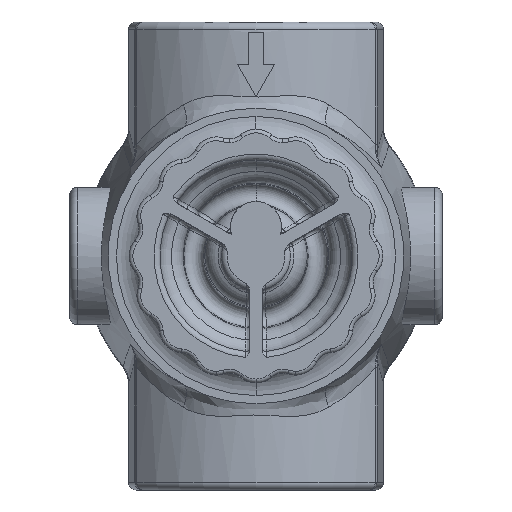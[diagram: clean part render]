
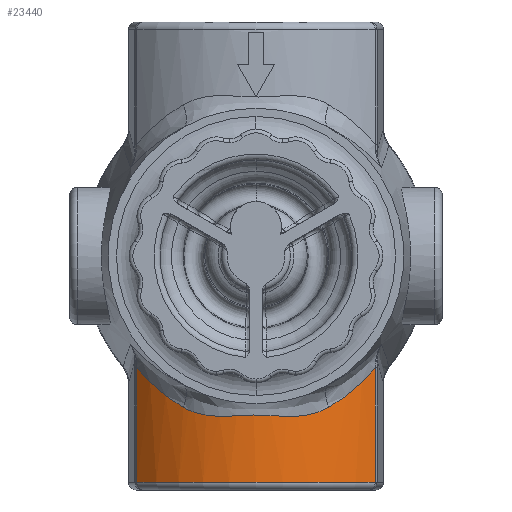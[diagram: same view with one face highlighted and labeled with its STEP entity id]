
A CAD part, front view. The second image highlights one B-rep face of the part: STEP entity #23440.
In plain terms, the highlighted cylindrical face has radius 31.623 mm (diameter 63.246 mm), a partial arc.
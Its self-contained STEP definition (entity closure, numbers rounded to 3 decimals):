
#186 = VECTOR ( 'NONE', #24615, 1000. ) ;
#189 = CARTESIAN_POINT ( 'NONE',  ( 20.971, -17.465, -25.036 ) ) ;
#315 = CARTESIAN_POINT ( 'NONE',  ( 15.332, -21.439, -29.444 ) ) ;
#440 = CARTESIAN_POINT ( 'NONE',  ( 17.927, -19.847, -27.669 ) ) ;
#685 = CARTESIAN_POINT ( 'NONE',  ( 22.342, -16.177, -23.627 ) ) ;
#701 = ORIENTED_EDGE ( 'NONE', *, *, #3561, .T. ) ;
#879 = CARTESIAN_POINT ( 'NONE',  ( -13.895, -22.189, -30.283 ) ) ;
#1005 = CARTESIAN_POINT ( 'NONE',  ( 8.09, -24.354, -31.748 ) ) ;
#1129 = CARTESIAN_POINT ( 'NONE',  ( -14.403, -21.93, -29.992 ) ) ;
#1252 = CARTESIAN_POINT ( 'NONE',  ( -23.605, -14.82, -44.831 ) ) ;
#1440 = CARTESIAN_POINT ( 'NONE',  ( 14.403, -21.93, -29.992 ) ) ;
#1810 = CARTESIAN_POINT ( 'NONE',  ( -18.739, -19.268, -27.026 ) ) ;
#2220 = CARTESIAN_POINT ( 'NONE',  ( 23.605, -14.82, -22.158 ) ) ;
#2579 = CARTESIAN_POINT ( 'NONE',  ( 14.872, -21.69, -29.723 ) ) ;
#2774 = CARTESIAN_POINT ( 'NONE',  ( 1.243, -25.382, -31.508 ) ) ;
#2895 = CARTESIAN_POINT ( 'NONE',  ( 8.7, -24.186, -31.703 ) ) ;
#3221 = LINE ( 'NONE', #5094, #19954 ) ;
#3561 = EDGE_CURVE ( 'NONE', #16337, #18682, #5367, .T. ) ;
#3662 = LINE ( 'NONE', #22616, #186 ) ;
#4331 = B_SPLINE_CURVE_WITH_KNOTS ( 'NONE', 3,
 ( #21253, #11267, #22887, #15190, #18721, #22643, #1810, #5319, #13047, #11143 ),
 .UNSPECIFIED., .F., .F.,
 ( 4, 2, 2, 2, 4 ),
 ( 0.046, 0.048, 0.05, 0.053, 0.06 ),
 .UNSPECIFIED. ) ;
#4414 = CARTESIAN_POINT ( 'NONE',  ( 14.403, -21.93, -29.992 ) ) ;
#4528 = CARTESIAN_POINT ( 'NONE',  ( 3.136, -25.25, -31.621 ) ) ;
#4651 = CARTESIAN_POINT ( 'NONE',  ( -8.781, -24.183, -31.721 ) ) ;
#4673 = EDGE_CURVE ( 'NONE', #17997, #8474, #11384, .T. ) ;
#4773 = CARTESIAN_POINT ( 'NONE',  ( 6.252, -24.802, -31.808 ) ) ;
#5094 = CARTESIAN_POINT ( 'NONE',  ( -23.605, -14.82, 46.355 ) ) ;
#5319 = CARTESIAN_POINT ( 'NONE',  ( -21.023, -17.479, -25.049 ) ) ;
#5335 = CARTESIAN_POINT ( 'NONE',  ( 23.605, -14.82, -44.831 ) ) ;
#5367 = B_SPLINE_CURVE_WITH_KNOTS ( 'NONE', 3,
 ( #4414, #18285, #12118, #14514, #16394, #2895, #1005, #4773, #12481, #4528, #23728, #2774, #14266, #12237, #10470, #21841, #14029, #19944, #8812, #6538, #20308, #4651, #16524, #18164, #14147, #10709, #879, #1129 ),
 .UNSPECIFIED., .F., .F.,
 ( 4, 2, 2, 2, 2, 2, 2, 2, 2, 2, 2, 2, 2, 4 ),
 ( 0., 0.004, 0.006, 0.008, 0.011, 0.013, 0.015, 0.017, 0.019, 0.021, 0.023, 0.027, 0.029, 0.031 ),
 .UNSPECIFIED. ) ;
#5700 = DIRECTION ( 'NONE',  ( 1., 0., 0. ) ) ;
#6456 = CARTESIAN_POINT ( 'NONE',  ( -14.403, -21.93, -29.992 ) ) ;
#6538 = CARTESIAN_POINT ( 'NONE',  ( -6.322, -24.768, -31.785 ) ) ;
#7999 = CARTESIAN_POINT ( 'NONE',  ( 14.403, -21.93, -29.992 ) ) ;
#8261 = ORIENTED_EDGE ( 'NONE', *, *, #15410, .T. ) ;
#8474 = VERTEX_POINT ( 'NONE', #5335 ) ;
#8807 = CARTESIAN_POINT ( 'NONE',  ( 0., 6.223, 46.355 ) ) ;
#8812 = CARTESIAN_POINT ( 'NONE',  ( -5.072, -24.997, -31.745 ) ) ;
#9688 = CARTESIAN_POINT ( 'NONE',  ( -23.605, -14.82, -22.158 ) ) ;
#9898 = CARTESIAN_POINT ( 'NONE',  ( 22.993, -15.507, -22.899 ) ) ;
#10018 = CARTESIAN_POINT ( 'NONE',  ( 0., 6.223, -44.831 ) ) ;
#10393 = ORIENTED_EDGE ( 'NONE', *, *, #4673, .T. ) ;
#10465 = DIRECTION ( 'NONE',  ( 0., 0., -1. ) ) ;
#10470 = CARTESIAN_POINT ( 'NONE',  ( -1.3, -25.38, -31.51 ) ) ;
#10704 = DIRECTION ( 'NONE',  ( -1., 0., 0. ) ) ;
#10709 = CARTESIAN_POINT ( 'NONE',  ( -13.368, -22.442, -30.535 ) ) ;
#11143 = CARTESIAN_POINT ( 'NONE',  ( -23.605, -14.82, -22.158 ) ) ;
#11267 = CARTESIAN_POINT ( 'NONE',  ( -14.868, -21.692, -29.726 ) ) ;
#11384 = CIRCLE ( 'NONE', #15827, 31.623 ) ;
#11756 = EDGE_CURVE ( 'NONE', #13638, #16337, #12199, .T. ) ;
#12118 = CARTESIAN_POINT ( 'NONE',  ( 12.276, -22.947, -31.006 ) ) ;
#12199 = B_SPLINE_CURVE_WITH_KNOTS ( 'NONE', 3,
 ( #21641, #9898, #685, #189, #13700, #23771, #440, #15705, #21273, #315, #2579, #7999 ),
 .UNSPECIFIED., .F., .F.,
 ( 4, 2, 2, 2, 2, 4 ),
 ( 0.001, 0.004, 0.008, 0.011, 0.013, 0.015 ),
 .UNSPECIFIED. ) ;
#12237 = CARTESIAN_POINT ( 'NONE',  ( -0.667, -25.399, -31.488 ) ) ;
#12481 = CARTESIAN_POINT ( 'NONE',  ( 5.013, -25.026, -31.746 ) ) ;
#13047 = CARTESIAN_POINT ( 'NONE',  ( -22.382, -16.192, -23.637 ) ) ;
#13638 = VERTEX_POINT ( 'NONE', #2220 ) ;
#13700 = CARTESIAN_POINT ( 'NONE',  ( 20.249, -18.086, -25.719 ) ) ;
#14029 = CARTESIAN_POINT ( 'NONE',  ( -3.191, -25.245, -31.625 ) ) ;
#14147 = CARTESIAN_POINT ( 'NONE',  ( -12.273, -22.927, -30.967 ) ) ;
#14266 = CARTESIAN_POINT ( 'NONE',  ( 0.605, -25.401, -31.487 ) ) ;
#14514 = CARTESIAN_POINT ( 'NONE',  ( 10.52, -23.606, -31.439 ) ) ;
#15190 = CARTESIAN_POINT ( 'NONE',  ( -16.221, -20.928, -28.872 ) ) ;
#15410 = EDGE_CURVE ( 'NONE', #18682, #18091, #4331, .T. ) ;
#15705 = CARTESIAN_POINT ( 'NONE',  ( 16.658, -20.661, -28.575 ) ) ;
#15827 = AXIS2_PLACEMENT_3D ( 'NONE', #10018, #24896, #5700 ) ;
#16337 = VERTEX_POINT ( 'NONE', #1440 ) ;
#16394 = CARTESIAN_POINT ( 'NONE',  ( 9.913, -23.813, -31.549 ) ) ;
#16524 = CARTESIAN_POINT ( 'NONE',  ( -9.972, -23.812, -31.576 ) ) ;
#17648 = ORIENTED_EDGE ( 'NONE', *, *, #24308, .T. ) ;
#17997 = VERTEX_POINT ( 'NONE', #1252 ) ;
#18091 = VERTEX_POINT ( 'NONE', #9688 ) ;
#18164 = CARTESIAN_POINT ( 'NONE',  ( -11.703, -23.161, -31.147 ) ) ;
#18277 = CYLINDRICAL_SURFACE ( 'NONE', #19094, 31.623 ) ;
#18285 = CARTESIAN_POINT ( 'NONE',  ( 13.375, -22.455, -30.581 ) ) ;
#18682 = VERTEX_POINT ( 'NONE', #6456 ) ;
#18721 = CARTESIAN_POINT ( 'NONE',  ( -16.66, -20.661, -28.574 ) ) ;
#19094 = AXIS2_PLACEMENT_3D ( 'NONE', #8807, #10465, #10704 ) ;
#19944 = CARTESIAN_POINT ( 'NONE',  ( -4.446, -25.092, -31.708 ) ) ;
#19954 = VECTOR ( 'NONE', #24036, 1000. ) ;
#20308 = CARTESIAN_POINT ( 'NONE',  ( -6.944, -24.635, -31.787 ) ) ;
#21253 = CARTESIAN_POINT ( 'NONE',  ( -14.403, -21.93, -29.992 ) ) ;
#21273 = CARTESIAN_POINT ( 'NONE',  ( 16.224, -20.926, -28.87 ) ) ;
#21473 = EDGE_CURVE ( 'NONE', #18091, #17997, #3221, .T. ) ;
#21641 = CARTESIAN_POINT ( 'NONE',  ( 23.605, -14.82, -22.158 ) ) ;
#21841 = CARTESIAN_POINT ( 'NONE',  ( -2.563, -25.302, -31.58 ) ) ;
#22616 = CARTESIAN_POINT ( 'NONE',  ( 23.605, -14.82, 46.355 ) ) ;
#22643 = CARTESIAN_POINT ( 'NONE',  ( -17.936, -19.841, -27.662 ) ) ;
#22887 = CARTESIAN_POINT ( 'NONE',  ( -15.325, -21.443, -29.448 ) ) ;
#23300 = EDGE_LOOP ( 'NONE', ( #10393, #17648, #23647, #701, #8261, #23423 ) ) ;
#23423 = ORIENTED_EDGE ( 'NONE', *, *, #21473, .T. ) ;
#23440 = ADVANCED_FACE ( 'NONE', ( #24206 ), #18277, .T. ) ;
#23647 = ORIENTED_EDGE ( 'NONE', *, *, #11756, .T. ) ;
#23728 = CARTESIAN_POINT ( 'NONE',  ( 2.507, -25.307, -31.576 ) ) ;
#23771 = CARTESIAN_POINT ( 'NONE',  ( 18.727, -19.277, -27.036 ) ) ;
#24036 = DIRECTION ( 'NONE',  ( 0., 0., -1. ) ) ;
#24206 = FACE_OUTER_BOUND ( 'NONE', #23300, .T. ) ;
#24308 = EDGE_CURVE ( 'NONE', #8474, #13638, #3662, .T. ) ;
#24615 = DIRECTION ( 'NONE',  ( 0., 0., 1. ) ) ;
#24896 = DIRECTION ( 'NONE',  ( 0., 0., 1. ) ) ;
